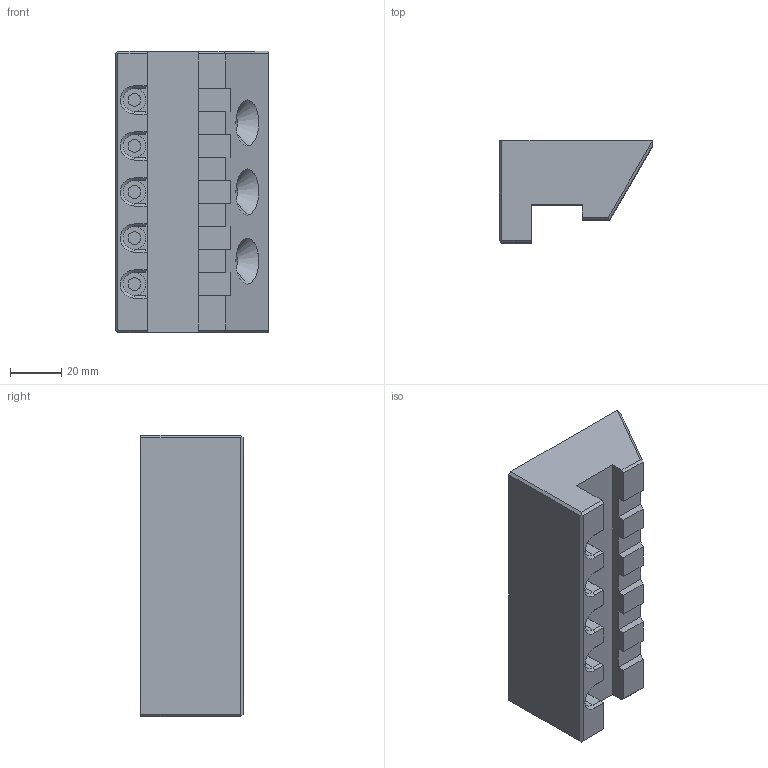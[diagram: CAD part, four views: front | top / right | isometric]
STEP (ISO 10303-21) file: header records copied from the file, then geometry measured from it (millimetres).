
FILE_DESCRIPTION(/* description */ (''),/* implementation_level */ '2;1');
FILE_NAME(/* name */ 'SGRack2015.stp',/* time_stamp */ '2015-05-18T13:23:28+02:00',/* author */ (''),/* organization */ (''),/* preprocessor_version */ '',/* originating_system */ '',/* authorisation */ '');
FILE_SCHEMA (('AUTOMOTIVE_DESIGN'));
Length unit declared in the file: millimetre
Products named in the file (2): SGRack2015
Assembly tree (1 placements, depth 2):
  SGRack2015
    (unnamed)
Bounding box: 60 x 40 x 110 mm (x, y, z)
Volume: 166915.1 mm3; surface area: 27114 mm2
Topology: 1 solids, 1 shells, 136 faces, 332 edges, 200 vertices
Faces by surface type: plane 95, cylinder 24, cone 17
Entity records: 4010 total; most frequent: CARTESIAN_POINT 780, DIRECTION 660, ORIENTED_EDGE 652, EDGE_CURVE 326, LINE 260, VECTOR 260, VERTEX_POINT 200, AXIS2_PLACEMENT_3D 200
